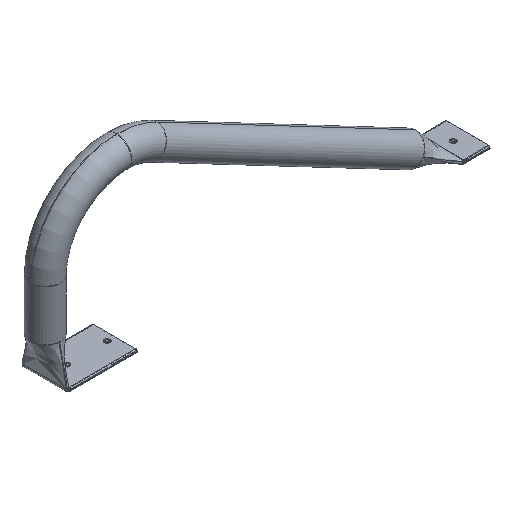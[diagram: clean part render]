
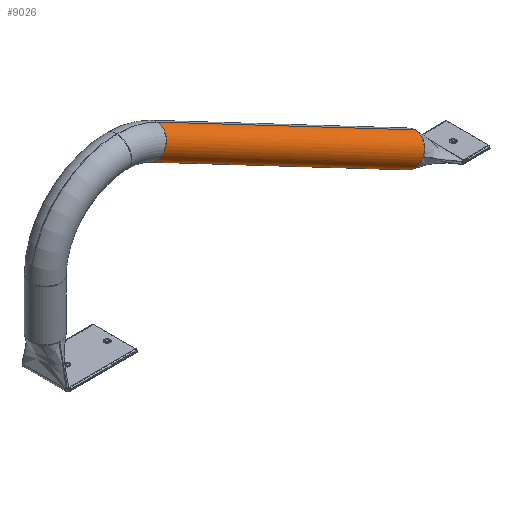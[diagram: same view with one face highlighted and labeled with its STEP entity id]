
A CAD part, isometric view. The second image highlights one B-rep face of the part: STEP entity #9026.
In plain terms, the highlighted cylindrical face has radius 14.5 mm (diameter 29 mm), a partial arc.
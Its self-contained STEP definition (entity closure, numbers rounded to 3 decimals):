
#412 = EDGE_LOOP ( 'NONE', ( #14093, #12533, #13976, #9634, #2089 ) ) ;
#1489 = CARTESIAN_POINT ( 'NONE',  ( 109.339, 0., 124.284 ) ) ;
#2089 = ORIENTED_EDGE ( 'NONE', *, *, #11466, .F. ) ;
#2129 = VERTEX_POINT ( 'NONE', #13767 ) ;
#2238 = DIRECTION ( 'NONE',  ( 0.885, 0., -0.466 ) ) ;
#3222 = CARTESIAN_POINT ( 'NONE',  ( 95.838, 0., 98.619 ) ) ;
#3370 = CIRCLE ( 'NONE', #5956, 14.5 ) ;
#3396 = EDGE_CURVE ( 'NONE', #2129, #6165, #10328, .T. ) ;
#4604 = CARTESIAN_POINT ( 'NONE',  ( 355.099, 0., -21.378 ) ) ;
#4723 = DIRECTION ( 'NONE',  ( 0.885, 0., -0.466 ) ) ;
#5817 = VERTEX_POINT ( 'NONE', #18482 ) ;
#5956 = AXIS2_PLACEMENT_3D ( 'NONE', #4604, #18710, #12613 ) ;
#6027 = DIRECTION ( 'NONE',  ( 0.885, 0., -0.466 ) ) ;
#6165 = VERTEX_POINT ( 'NONE', #16901 ) ;
#6398 = LINE ( 'NONE', #3222, #9691 ) ;
#6416 = CYLINDRICAL_SURFACE ( 'NONE', #17184, 14.5 ) ;
#6649 = DIRECTION ( 'NONE',  ( -0.466, 0., -0.885 ) ) ;
#7219 = DIRECTION ( 'NONE',  ( 0.885, 0., -0.466 ) ) ;
#7741 = CIRCLE ( 'NONE', #17577, 14.5 ) ;
#8450 = EDGE_CURVE ( 'NONE', #10452, #19546, #7741, .T. ) ;
#8724 = DIRECTION ( 'NONE',  ( -0.466, 0., -0.885 ) ) ;
#8961 = LINE ( 'NONE', #1489, #18144 ) ;
#9026 = ADVANCED_FACE ( 'NONE', ( #18943 ), #6416, .T. ) ;
#9634 = ORIENTED_EDGE ( 'NONE', *, *, #8450, .F. ) ;
#9691 = VECTOR ( 'NONE', #4723, 1000. ) ;
#10328 = CIRCLE ( 'NONE', #12607, 14.5 ) ;
#10452 = VERTEX_POINT ( 'NONE', #19409 ) ;
#11466 = EDGE_CURVE ( 'NONE', #5817, #10452, #3370, .T. ) ;
#12533 = ORIENTED_EDGE ( 'NONE', *, *, #3396, .T. ) ;
#12607 = AXIS2_PLACEMENT_3D ( 'NONE', #16992, #14019, #6649 ) ;
#12613 = DIRECTION ( 'NONE',  ( -0.466, 0., -0.885 ) ) ;
#13195 = CARTESIAN_POINT ( 'NONE',  ( 355.099, 0., -21.378 ) ) ;
#13767 = CARTESIAN_POINT ( 'NONE',  ( 109.339, 0., 124.284 ) ) ;
#13976 = ORIENTED_EDGE ( 'NONE', *, *, #15244, .T. ) ;
#14019 = DIRECTION ( 'NONE',  ( 0.885, 0., -0.466 ) ) ;
#14093 = ORIENTED_EDGE ( 'NONE', *, *, #17414, .F. ) ;
#15244 = EDGE_CURVE ( 'NONE', #6165, #19546, #6398, .T. ) ;
#15725 = CARTESIAN_POINT ( 'NONE',  ( 102.589, 0., 111.451 ) ) ;
#16901 = CARTESIAN_POINT ( 'NONE',  ( 95.838, 0., 98.619 ) ) ;
#16992 = CARTESIAN_POINT ( 'NONE',  ( 102.589, 0., 111.451 ) ) ;
#17184 = AXIS2_PLACEMENT_3D ( 'NONE', #15725, #2238, #18695 ) ;
#17414 = EDGE_CURVE ( 'NONE', #2129, #5817, #8961, .T. ) ;
#17577 = AXIS2_PLACEMENT_3D ( 'NONE', #13195, #7219, #8724 ) ;
#17822 = CARTESIAN_POINT ( 'NONE',  ( 348.348, 0., -34.211 ) ) ;
#18144 = VECTOR ( 'NONE', #6027, 1000. ) ;
#18482 = CARTESIAN_POINT ( 'NONE',  ( 361.849, 0., -8.545 ) ) ;
#18695 = DIRECTION ( 'NONE',  ( -0.466, 0., -0.885 ) ) ;
#18710 = DIRECTION ( 'NONE',  ( 0.885, 0., -0.466 ) ) ;
#18943 = FACE_OUTER_BOUND ( 'NONE', #412, .T. ) ;
#19409 = CARTESIAN_POINT ( 'NONE',  ( 355.214, -14.498, -21.158 ) ) ;
#19546 = VERTEX_POINT ( 'NONE', #17822 ) ;
